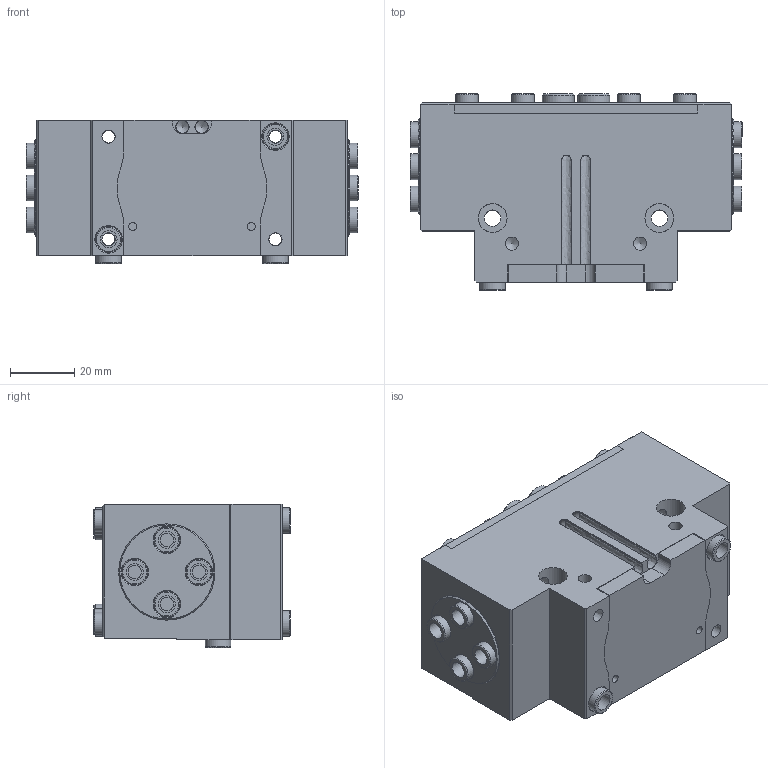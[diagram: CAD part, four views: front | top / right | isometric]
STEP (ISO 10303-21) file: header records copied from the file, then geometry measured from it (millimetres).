
FILE_DESCRIPTION((''),'2;1');
FILE_NAME('GSO 80.stp','2017-03-03T11:34:17',('BOLOGNESE'),(''),'Autodesk Inventor 2010','Autodesk Inventor 2010','');
FILE_SCHEMA(('AUTOMOTIVE_DESIGN { 1 0 10303 214 1 1 1 1 }'));
Length unit declared in the file: millimetre
Products named in the file (5): GSO 80; Corpo; Fondello; Griffa; Boccola 8
Assembly tree (16 placements, depth 2):
  GSO 80
    Corpo
    Fondello
    Griffa  x2
    Boccola 8  x12
Bounding box: 103.5 x 61.3 x 44.6 mm (x, y, z)
Volume: 194643 mm3; surface area: 48768.5 mm2
Topology: 16 solids, 16 shells, 383 faces, 847 edges, 551 vertices
Faces by surface type: plane 166, bspline 100, cylinder 69, cone 24, torus 24
Full cylindrical faces by diameter (mm): 5.1 x2, 5.3 x12, 7 x4, 7.2 x4, 7.201 x4, 8 x14, 9 x2, 10 x4, 10.5 x4, 30 x3
Entity records: 9022 total; most frequent: CARTESIAN_POINT 2499, DIRECTION 1192, ORIENTED_EDGE 1158, EDGE_CURVE 579, EDGE_LOOP 454, VERTEX_POINT 431, AXIS2_PLACEMENT_3D 398, VECTOR 396
